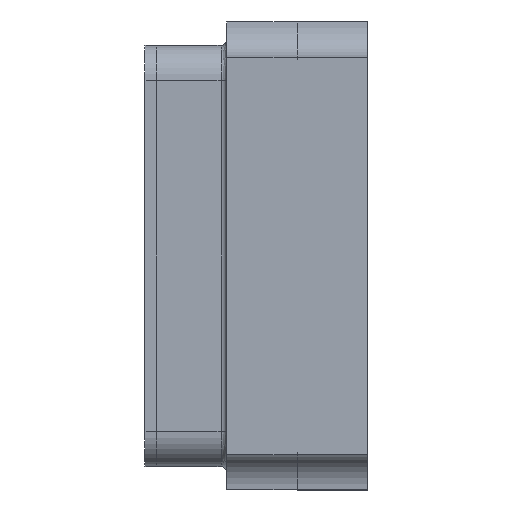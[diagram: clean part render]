
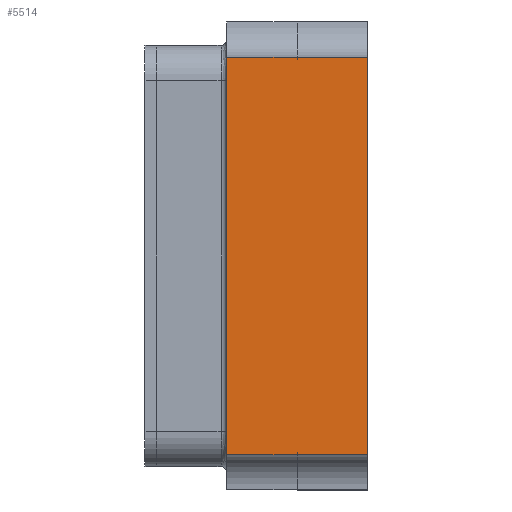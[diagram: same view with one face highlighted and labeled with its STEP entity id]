
A CAD part, left-side view. The second image highlights one B-rep face of the part: STEP entity #5514.
In plain terms, the highlighted planar face has unit normal (-1, 0, 0).
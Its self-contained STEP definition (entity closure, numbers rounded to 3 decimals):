
#95 = VERTEX_POINT ( 'NONE', #547 ) ;
#341 = VECTOR ( 'NONE', #3977, 1000. ) ;
#376 = CARTESIAN_POINT ( 'NONE',  ( -1.25, 0.3, -0.85 ) ) ;
#527 = VERTEX_POINT ( 'NONE', #376 ) ;
#547 = CARTESIAN_POINT ( 'NONE',  ( -1.25, 0., 0.85 ) ) ;
#1003 = ORIENTED_EDGE ( 'NONE', *, *, #2171, .F. ) ;
#1021 = ORIENTED_EDGE ( 'NONE', *, *, #4305, .T. ) ;
#1024 = PLANE ( 'NONE',  #3654 ) ;
#1634 = DIRECTION ( 'NONE',  ( 0., 0., -1. ) ) ;
#1750 = EDGE_CURVE ( 'NONE', #95, #2166, #3909, .T. ) ;
#1784 = LINE ( 'NONE', #7565, #341 ) ;
#1879 = CARTESIAN_POINT ( 'NONE',  ( -1.25, -0.001, 0.85 ) ) ;
#2013 = VECTOR ( 'NONE', #7367, 1000. ) ;
#2166 = VERTEX_POINT ( 'NONE', #6090 ) ;
#2171 = EDGE_CURVE ( 'NONE', #2166, #527, #2642, .T. ) ;
#2255 = VECTOR ( 'NONE', #7878, 1000. ) ;
#2642 = LINE ( 'NONE', #6477, #5671 ) ;
#2743 = ORIENTED_EDGE ( 'NONE', *, *, #3699, .F. ) ;
#3007 = DIRECTION ( 'NONE',  ( 0., -1., 0. ) ) ;
#3416 = CARTESIAN_POINT ( 'NONE',  ( -1.25, 0., -1. ) ) ;
#3633 = CARTESIAN_POINT ( 'NONE',  ( -1.25, 0.6, 0.85 ) ) ;
#3654 = AXIS2_PLACEMENT_3D ( 'NONE', #7693, #5305, #1634 ) ;
#3658 = LINE ( 'NONE', #1879, #2013 ) ;
#3699 = EDGE_CURVE ( 'NONE', #527, #4635, #5449, .T. ) ;
#3909 = LINE ( 'NONE', #3416, #2255 ) ;
#3977 = DIRECTION ( 'NONE',  ( 0., 0., 1. ) ) ;
#4235 = LINE ( 'NONE', #3633, #7230 ) ;
#4241 = CARTESIAN_POINT ( 'NONE',  ( -1.25, 0.6, -0.85 ) ) ;
#4305 = EDGE_CURVE ( 'NONE', #5679, #4925, #3658, .T. ) ;
#4635 = VERTEX_POINT ( 'NONE', #4241 ) ;
#4643 = EDGE_CURVE ( 'NONE', #5679, #95, #4235, .T. ) ;
#4925 = VERTEX_POINT ( 'NONE', #7095 ) ;
#5145 = DIRECTION ( 'NONE',  ( 0., 1., 0. ) ) ;
#5178 = ORIENTED_EDGE ( 'NONE', *, *, #6864, .F. ) ;
#5198 = CARTESIAN_POINT ( 'NONE',  ( -1.25, 0.6, -0.85 ) ) ;
#5305 = DIRECTION ( 'NONE',  ( 1., 0., 0. ) ) ;
#5449 = LINE ( 'NONE', #5198, #6868 ) ;
#5468 = ORIENTED_EDGE ( 'NONE', *, *, #1750, .F. ) ;
#5514 = ADVANCED_FACE ( 'NONE', ( #5619 ), #1024, .F. ) ;
#5592 = ORIENTED_EDGE ( 'NONE', *, *, #4643, .F. ) ;
#5619 = FACE_OUTER_BOUND ( 'NONE', #6631, .T. ) ;
#5671 = VECTOR ( 'NONE', #6061, 1000. ) ;
#5679 = VERTEX_POINT ( 'NONE', #7869 ) ;
#6061 = DIRECTION ( 'NONE',  ( 0., 1., 0. ) ) ;
#6090 = CARTESIAN_POINT ( 'NONE',  ( -1.25, 0., -0.85 ) ) ;
#6477 = CARTESIAN_POINT ( 'NONE',  ( -1.25, 0.6, -0.85 ) ) ;
#6631 = EDGE_LOOP ( 'NONE', ( #2743, #1003, #5468, #5592, #1021, #5178 ) ) ;
#6864 = EDGE_CURVE ( 'NONE', #4635, #4925, #1784, .T. ) ;
#6868 = VECTOR ( 'NONE', #5145, 1000. ) ;
#7095 = CARTESIAN_POINT ( 'NONE',  ( -1.25, 0.6, 0.85 ) ) ;
#7230 = VECTOR ( 'NONE', #3007, 1000. ) ;
#7367 = DIRECTION ( 'NONE',  ( 0., 1., 0. ) ) ;
#7565 = CARTESIAN_POINT ( 'NONE',  ( -1.25, 0.6, 1. ) ) ;
#7693 = CARTESIAN_POINT ( 'NONE',  ( -1.25, 0.6, -1. ) ) ;
#7869 = CARTESIAN_POINT ( 'NONE',  ( -1.25, 0.3, 0.85 ) ) ;
#7878 = DIRECTION ( 'NONE',  ( 0., 0., -1. ) ) ;
